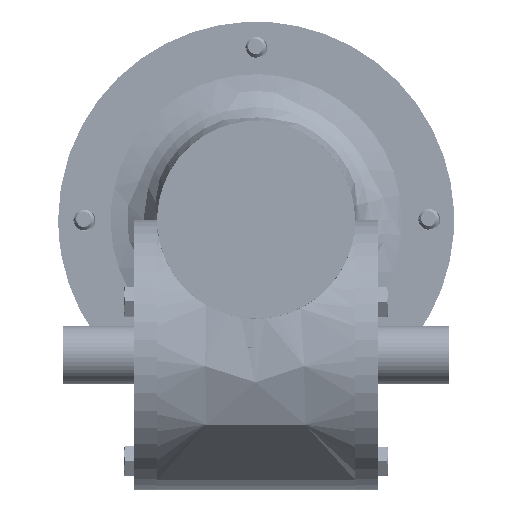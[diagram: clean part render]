
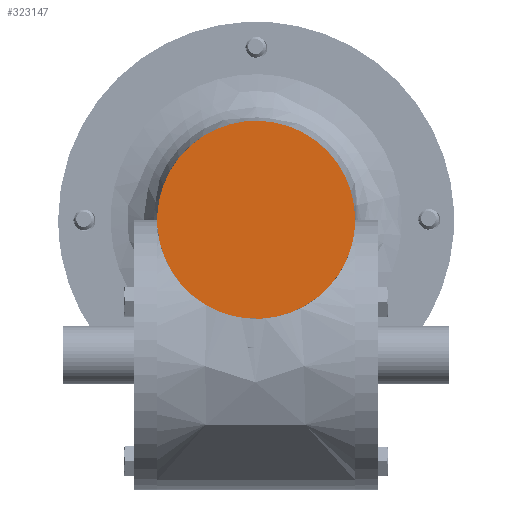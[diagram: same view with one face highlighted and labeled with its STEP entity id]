
A CAD part, front view. The second image highlights one B-rep face of the part: STEP entity #323147.
In plain terms, the highlighted free-form (B-spline) face has degree [1, 1] with [2, 2] control points.
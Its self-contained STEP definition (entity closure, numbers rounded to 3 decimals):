
#322762 = EDGE_CURVE('',#322763,#322763,#322765,.T.);
#322763 = VERTEX_POINT('',#322764);
#322764 = CARTESIAN_POINT('',(16.596,-24.474,
    23.204));
#322765 = ( BOUNDED_CURVE() B_SPLINE_CURVE(2,(#322766,#322767,#322768,
    #322769,#322770,#322771,#322772,#322773,#322774),.UNSPECIFIED.,.T.,
.F.) B_SPLINE_CURVE_WITH_KNOTS((1,2,2,2,2,2,1),(-0.25,0.,0.25,0.5,0.75,
1.,1.25),.UNSPECIFIED.) CURVE() GEOMETRIC_REPRESENTATION_ITEM() 
RATIONAL_B_SPLINE_CURVE((1.,0.707,1.,0.707,1.,
0.707,1.,0.707,1.)) REPRESENTATION_ITEM('') );
#322766 = CARTESIAN_POINT('',(16.596,-24.474,
    23.204));
#322767 = CARTESIAN_POINT('',(16.596,-24.474,
    40.204));
#322768 = CARTESIAN_POINT('',(-0.404,-24.474,
    40.204));
#322769 = CARTESIAN_POINT('',(-17.404,-24.474,
    40.204));
#322770 = CARTESIAN_POINT('',(-17.404,-24.474,
    23.204));
#322771 = CARTESIAN_POINT('',(-17.404,-24.474,
    6.204));
#322772 = CARTESIAN_POINT('',(-0.404,-24.474,
    6.204));
#322773 = CARTESIAN_POINT('',(16.596,-24.474,
    6.204));
#322774 = CARTESIAN_POINT('',(16.596,-24.474,
    23.204));
#323147 = ADVANCED_FACE('',(#323148),#323151,.T.);
#323148 = FACE_BOUND('',#323149,.T.);
#323149 = EDGE_LOOP('',(#323150));
#323150 = ORIENTED_EDGE('',*,*,#322762,.T.);
#323151 = B_SPLINE_SURFACE_WITH_KNOTS('',1,1,(
    (#323152,#323153)
    ,(#323154,#323155
    )),.UNSPECIFIED.,.F.,.F.,.F.,(2,2),(2,2),(0.,1.),(0.,1.),
  .PIECEWISE_BEZIER_KNOTS.);
#323152 = CARTESIAN_POINT('',(49.474,-24.474,
    -25.159));
#323153 = CARTESIAN_POINT('',(-51.501,-24.474,
    -25.159));
#323154 = CARTESIAN_POINT('',(49.474,-24.474,
    75.815));
#323155 = CARTESIAN_POINT('',(-51.501,-24.474,
    75.815));
